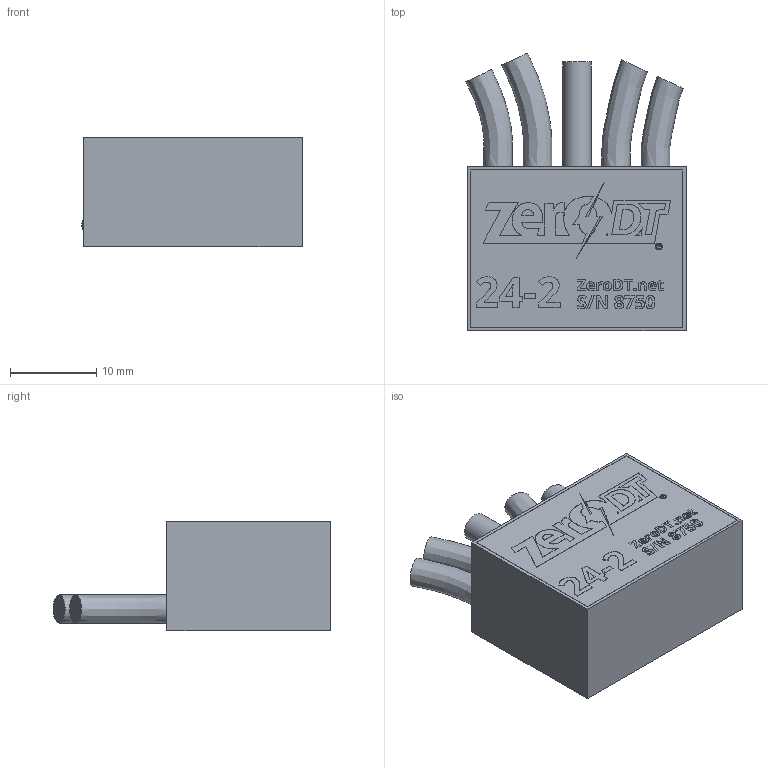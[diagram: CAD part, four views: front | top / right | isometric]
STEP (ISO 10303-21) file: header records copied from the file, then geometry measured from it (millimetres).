
FILE_DESCRIPTION(/* description */ ('STEP AP214'),/* implementation_level */ '2;1');
FILE_NAME(/* name */ '6192af65043e524276bd5649',/* time_stamp */ '2021-11-15T19:05:11+00:00',/* author */ (''),/* organization */ (''),/* preprocessor_version */ 'ST-DEVELOPER v18.1',/* originating_system */ ' ',/* authorisation */ ' ');
FILE_SCHEMA (('AUTOMOTIVE_DESIGN {1 0 10303 214 3 1 1}'));
Length unit declared in the file: metre
Products named in the file (1): 24-2
Bounding box: 25.59 x 32.26 x 12.75 mm (x, y, z)
Volume: 6657.4 mm3; surface area: 2710.7 mm2
Topology: 1 solids, 1 shells, 489 faces, 1314 edges, 876 vertices
Faces by surface type: plane 251, bspline 233, cylinder 5
Full cylindrical faces by diameter (mm): 0.614 x1, 0.787 x1, 3.302 x1
Entity records: 16956 total; most frequent: CARTESIAN_POINT 6047, ORIENTED_EDGE 2614, DIRECTION 1381, EDGE_CURVE 1307, VERTEX_POINT 876, LINE 831, VECTOR 831, EDGE_LOOP 545
